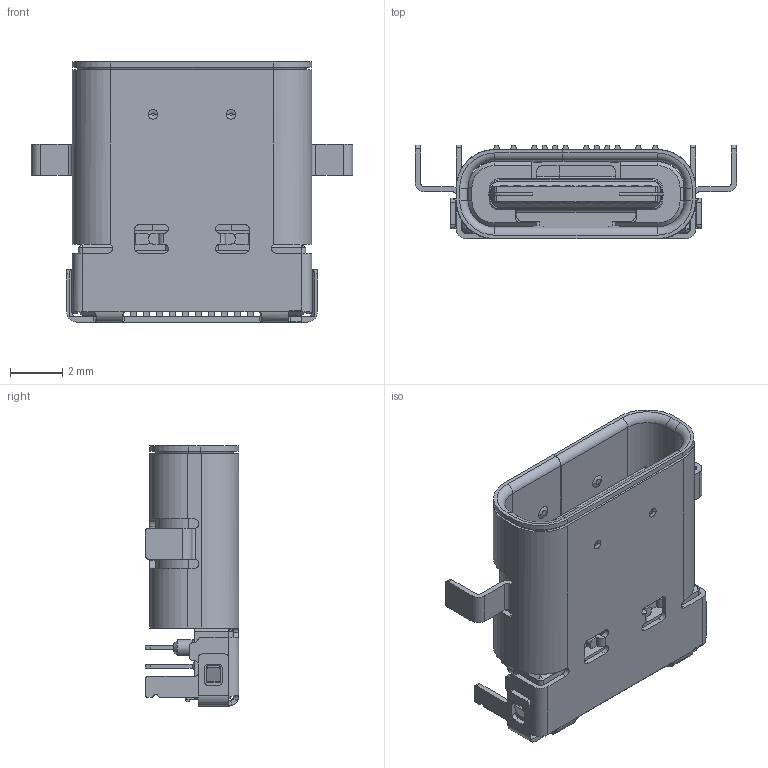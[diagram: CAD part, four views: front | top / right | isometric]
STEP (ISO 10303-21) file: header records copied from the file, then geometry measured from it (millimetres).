
FILE_DESCRIPTION(('STEP AP242'),'1');
FILE_NAME('632723130112.stp','2023-04-29T19:36:58',('TraceParts'),('TraceParts S.A.'),'Spatial InterOp 3D',' ',' ');
FILE_SCHEMA(('AP242_MANAGED_MODEL_BASED_3D_ENGINEERING_MIM_LF {1 0 10303 442 1 1 4}'));
Length unit declared in the file: millimetre
Products named in the file (1): 632723130112_1
Bounding box: 12.35 x 3.6 x 9.99 mm (x, y, z)
Volume: 141.1 mm3; surface area: 1296.7 mm2
Topology: 29 solids, 29 shells, 1925 faces, 5281 edges, 3392 vertices
Faces by surface type: plane 1332, cylinder 513, torus 44, cone 20, bspline 16
Entity records: 61171 total; most frequent: CARTESIAN_POINT 11115, ORIENTED_EDGE 10554, DIRECTION 10229, EDGE_CURVE 5277, LINE 4065, VECTOR 4065, VERTEX_POINT 3392, AXIS2_PLACEMENT_3D 3082
